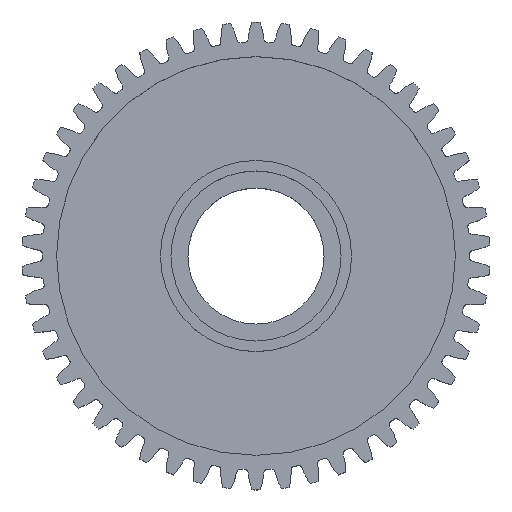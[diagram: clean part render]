
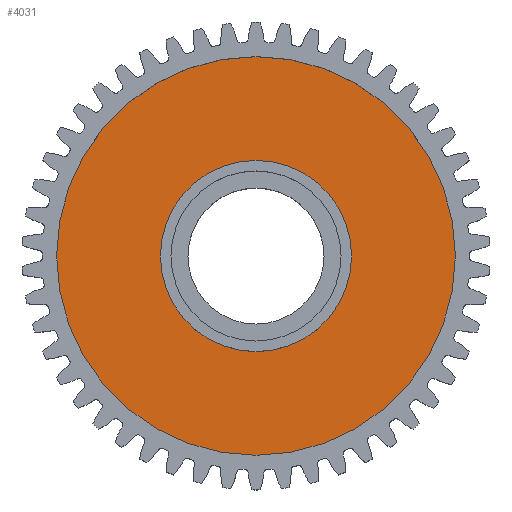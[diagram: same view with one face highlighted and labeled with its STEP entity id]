
A CAD part, top view. The second image highlights one B-rep face of the part: STEP entity #4031.
In plain terms, the highlighted planar face has unit normal (0, 0, 1).
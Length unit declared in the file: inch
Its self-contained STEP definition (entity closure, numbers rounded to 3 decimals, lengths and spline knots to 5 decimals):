
#20=FACE_BOUND('',#778,.T.);
#29=PLANE('',#4538);
#554=FACE_OUTER_BOUND('',#777,.T.);
#777=EDGE_LOOP('',(#3807));
#778=EDGE_LOOP('',(#3808));
#1213=CIRCLE('',#4072,0.53125);
#1214=CIRCLE('',#4074,1.10791);
#1530=VERTEX_POINT('',#5753);
#1531=VERTEX_POINT('',#5757);
#1952=EDGE_CURVE('',#1530,#1530,#1213,.T.);
#1953=EDGE_CURVE('',#1531,#1531,#1214,.T.);
#3807=ORIENTED_EDGE('',*,*,#1953,.T.);
#3808=ORIENTED_EDGE('',*,*,#1952,.F.);
#4031=ADVANCED_FACE('',(#554,#20),#29,.F.);
#4072=AXIS2_PLACEMENT_3D('',#5755,#4579,#4580);
#4074=AXIS2_PLACEMENT_3D('',#5758,#4583,#4584);
#4538=AXIS2_PLACEMENT_3D('',#19831,#5715,#5716);
#4579=DIRECTION('center_axis',(0.,0.,1.));
#4580=DIRECTION('ref_axis',(-1.,0.,0.));
#4583=DIRECTION('center_axis',(0.,0.,1.));
#4584=DIRECTION('ref_axis',(-1.,0.,0.));
#5715=DIRECTION('center_axis',(0.,0.,-1.));
#5716=DIRECTION('ref_axis',(-1.,0.,0.));
#5753=CARTESIAN_POINT('',(-0.53125,0.,1.063));
#5755=CARTESIAN_POINT('Origin',(0.,0.,1.063));
#5757=CARTESIAN_POINT('',(-1.10791,0.,1.063));
#5758=CARTESIAN_POINT('Origin',(0.,0.,1.063));
#19831=CARTESIAN_POINT('Origin',(1.17863,0.1489,1.063));
